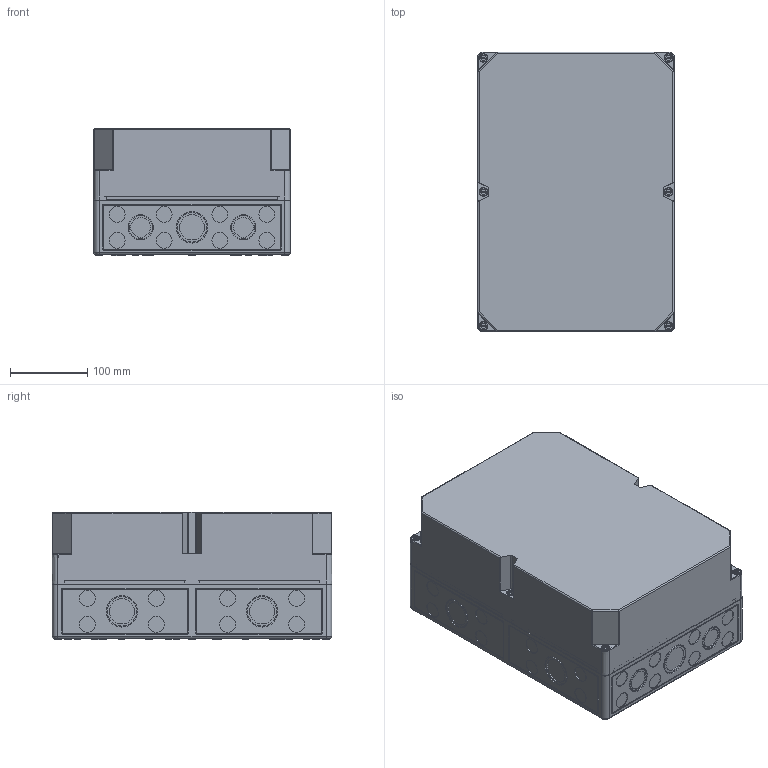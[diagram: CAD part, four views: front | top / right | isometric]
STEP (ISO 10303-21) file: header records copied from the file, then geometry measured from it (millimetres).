
FILE_DESCRIPTION( ( 'STEP AP214' ), ' ' );
FILE_NAME( '10651201.stp', '2016-03-28T15:39:55', ( '' ), ( '' ), ' ', 'PARTsolutions', ' ' );
FILE_SCHEMA( ( 'AUTOMOTIVE_DESIGN { 1 0 10303 214 1 1 1 1 }' ) );
Length unit declared in the file: millimetre
Products named in the file (4): 10651201; _Kasten_TK3625-m; _Deckel_TK3625-16-t; _Schraube_TK58mm-schwarz
Assembly tree (8 placements, depth 2):
  10651201
    _Kasten_TK3625-m
    _Deckel_TK3625-16-t
    _Schraube_TK58mm-schwarz  x6
Bounding box: 254 x 361 x 164.2 mm (x, y, z)
Volume: 1349483.1 mm3; surface area: 818355.6 mm2
Topology: 8 solids, 8 shells, 1663 faces, 3991 edges, 2630 vertices
Faces by surface type: plane 1049, cylinder 514, cone 86, torus 14
Full cylindrical faces by diameter (mm): 2.2 x2, 3.4 x22, 5 x10, 5.8 x12, 7 x6, 8 x30, 8.376 x6, 9 x6, 10.5 x6, 10.518 x6, 14 x4, 17 x4, 19 x4, 20.5 x32, 25.5 x4, 29.96 x4, 32.5 x10, 37.96 x6, 40.5 x6
Entity records: 46900 total; most frequent: DIRECTION 6516, CARTESIAN_POINT 6427, ORIENTED_EDGE 5724, EDGE_CURVE 2862, AXIS2_PLACEMENT_3D 2402, VERTEX_POINT 2005, EDGE_LOOP 1734, LINE 1712
